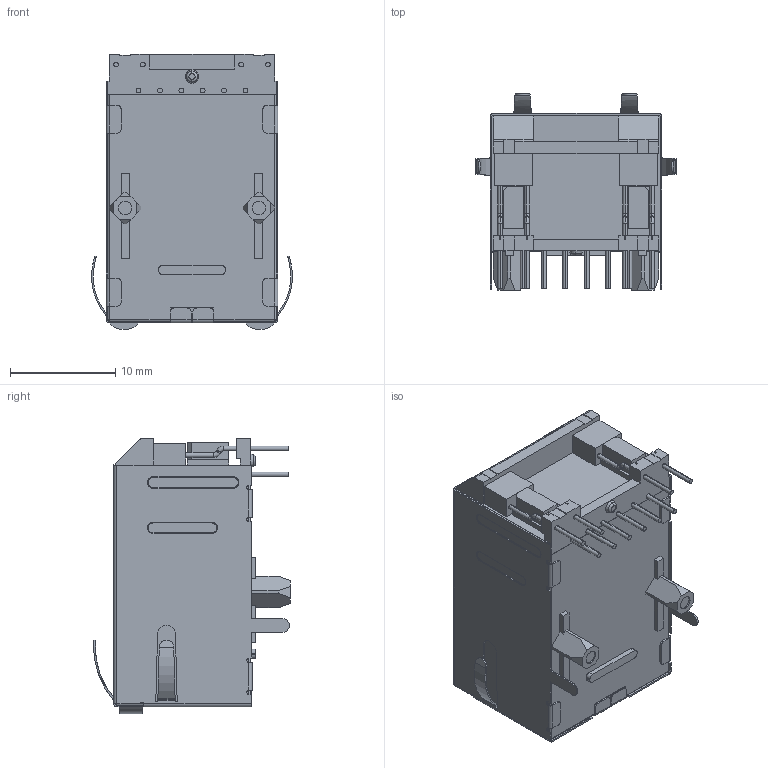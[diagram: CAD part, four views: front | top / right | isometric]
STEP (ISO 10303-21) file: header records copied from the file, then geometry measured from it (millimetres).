
FILE_DESCRIPTION (( 'STEP AP214' ), '1' );
FILE_NAME ('Assem 08B0-1X1T-06-F.STEP', '2021-02-06T14:52:44', ( '' ), ( '' ), 'SwSTEP 2.0', 'SolidWorks 2017', '' );
FILE_SCHEMA (( 'AUTOMOTIVE_DESIGN' ));
Length unit declared in the file: millimetre
Products named in the file (2): 08B0-1X1T-06-F; Assem 08B0-1X1T-06-F
Assembly tree (1 placements, depth 2):
  Assem 08B0-1X1T-06-F
    08B0-1X1T-06-F
Bounding box: 19.07 x 18.69 x 26.16 mm (x, y, z)
Volume: 3960.1 mm3; surface area: 5104.1 mm2
Topology: 25 solids, 25 shells, 752 faces, 1864 edges, 1164 vertices
Faces by surface type: plane 494, cylinder 206, torus 42, bspline 4, sphere 4, cone 2
Entity records: 22300 total; most frequent: CARTESIAN_POINT 3984, DIRECTION 3774, ORIENTED_EDGE 3720, EDGE_CURVE 1860, LINE 1354, VECTOR 1354, AXIS2_PLACEMENT_3D 1210, VERTEX_POINT 1164
